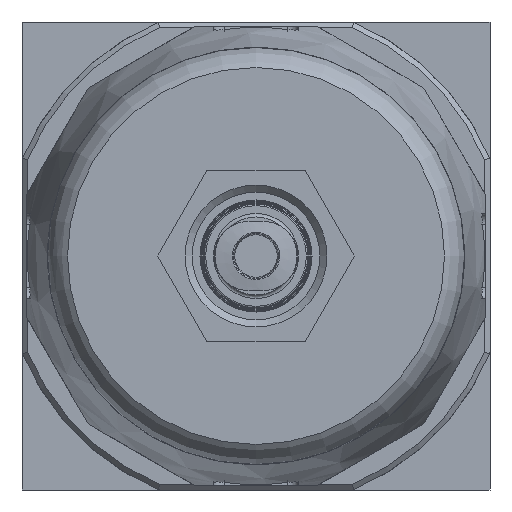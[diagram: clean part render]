
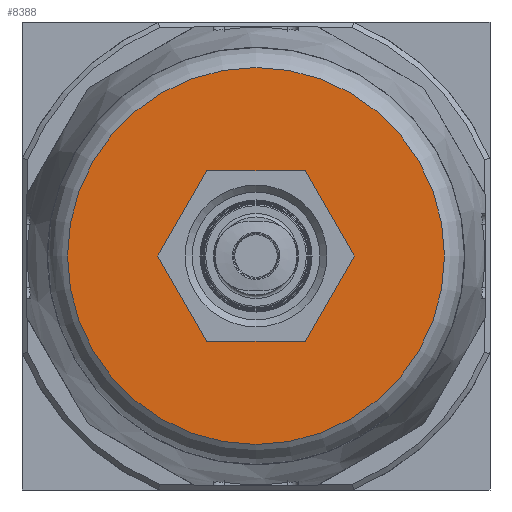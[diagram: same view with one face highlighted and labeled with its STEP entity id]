
A CAD part, front view. The second image highlights one B-rep face of the part: STEP entity #8388.
In plain terms, the highlighted planar face has unit normal (0, -1, 0).
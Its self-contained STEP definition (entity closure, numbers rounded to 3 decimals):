
#637=CIRCLE('',#8943,26.576);
#2172=ORIENTED_EDGE('',*,*,#2953,.T.);
#2173=ORIENTED_EDGE('',*,*,#3102,.T.);
#2174=ORIENTED_EDGE('',*,*,#3117,.T.);
#2175=ORIENTED_EDGE('',*,*,#3114,.T.);
#2176=ORIENTED_EDGE('',*,*,#3111,.T.);
#2177=ORIENTED_EDGE('',*,*,#3108,.T.);
#2178=ORIENTED_EDGE('',*,*,#3105,.T.);
#2953=EDGE_CURVE('',#3637,#3637,#637,.F.);
#3102=EDGE_CURVE('',#3720,#3719,#4109,.T.);
#3105=EDGE_CURVE('',#3722,#3720,#4112,.T.);
#3108=EDGE_CURVE('',#3724,#3722,#4115,.T.);
#3111=EDGE_CURVE('',#3726,#3724,#4118,.T.);
#3114=EDGE_CURVE('',#3728,#3726,#4121,.T.);
#3117=EDGE_CURVE('',#3719,#3728,#4124,.T.);
#3637=VERTEX_POINT('',#12536);
#3719=VERTEX_POINT('',#13040);
#3720=VERTEX_POINT('',#13042);
#3722=VERTEX_POINT('',#13048);
#3724=VERTEX_POINT('',#13054);
#3726=VERTEX_POINT('',#13060);
#3728=VERTEX_POINT('',#13066);
#4109=LINE('',#13041,#4441);
#4112=LINE('',#13047,#4444);
#4115=LINE('',#13053,#4447);
#4118=LINE('',#13059,#4450);
#4121=LINE('',#13065,#4453);
#4124=LINE('',#13070,#4456);
#4441=VECTOR('',#10587,1000.);
#4444=VECTOR('',#10592,1000.);
#4447=VECTOR('',#10597,1000.);
#4450=VECTOR('',#10602,1000.);
#4453=VECTOR('',#10607,1000.);
#4456=VECTOR('',#10612,1000.);
#4840=EDGE_LOOP('',(#2172));
#4841=EDGE_LOOP('',(#2173,#2174,#2175,#2176,#2177,#2178));
#5342=FACE_BOUND('',#4840,.T.);
#5343=FACE_BOUND('',#4841,.T.);
#5641=PLANE('',#9040);
#8388=ADVANCED_FACE('',(#5342,#5343),#5641,.F.);
#8943=AXIS2_PLACEMENT_3D('',#12535,#10331,#10332);
#9040=AXIS2_PLACEMENT_3D('',#13071,#10613,#10614);
#10331=DIRECTION('',(0.,1.,0.));
#10332=DIRECTION('',(0.,0.,1.));
#10587=DIRECTION('',(0.,0.,1.));
#10592=DIRECTION('',(-0.866,0.,0.5));
#10597=DIRECTION('',(-0.866,0.,-0.5));
#10602=DIRECTION('',(0.,0.,-1.));
#10607=DIRECTION('',(0.866,0.,-0.5));
#10612=DIRECTION('',(0.866,0.,0.5));
#10613=DIRECTION('',(0.,1.,0.));
#10614=DIRECTION('',(0.,0.,1.));
#12535=CARTESIAN_POINT('',(0.,-164.,0.));
#12536=CARTESIAN_POINT('',(0.,-164.,26.576));
#13040=CARTESIAN_POINT('',(-12.,-164.,6.928));
#13041=CARTESIAN_POINT('',(-12.,-164.,-6.928));
#13042=CARTESIAN_POINT('',(-12.,-164.,-6.928));
#13047=CARTESIAN_POINT('',(0.,-164.,-13.856));
#13048=CARTESIAN_POINT('',(0.,-164.,-13.856));
#13053=CARTESIAN_POINT('',(12.,-164.,-6.928));
#13054=CARTESIAN_POINT('',(12.,-164.,-6.928));
#13059=CARTESIAN_POINT('',(12.,-164.,6.928));
#13060=CARTESIAN_POINT('',(12.,-164.,6.928));
#13065=CARTESIAN_POINT('',(0.,-164.,13.856));
#13066=CARTESIAN_POINT('',(0.,-164.,13.856));
#13070=CARTESIAN_POINT('',(-12.,-164.,6.928));
#13071=CARTESIAN_POINT('',(0.,-164.,0.));
